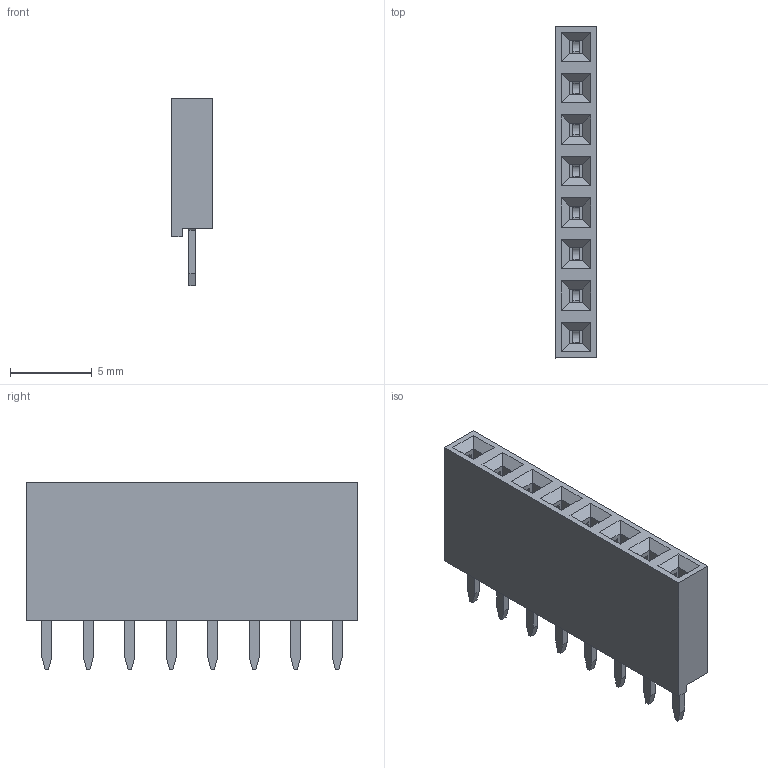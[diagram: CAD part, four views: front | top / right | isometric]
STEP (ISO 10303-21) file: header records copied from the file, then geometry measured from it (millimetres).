
FILE_DESCRIPTION(/* description */ ('Open CASCADE Model'),/* implementation_level */ '2;1');
FILE_NAME(/* name */ 'PBD-8-one.stp',/* time_stamp */ '2025-12-02T16:59:34+03:00',/* author */ ('katya_notebook'),/* organization */ ('Open CASCADE'),/* preprocessor_version */ 'ST-DEVELOPER v20',/* originating_system */ 'Autodesk Inventor 2024',/* authorisation */ 'Unknown');
FILE_SCHEMA (('AUTOMOTIVE_DESIGN { 1 0 10303 214 3 1 1 }'));
Length unit declared in the file: millimetre
Products named in the file (3): PCB; D5; PBD-42
Assembly tree (2 placements, depth 3):
  PCB
    D5
      PBD-42
Bounding box: 2.52 x 20.32 x 11.5 mm (x, y, z)
Volume: 381.4 mm3; surface area: 837.7 mm2
Topology: 1 solids, 1 shells, 440 faces, 1202 edges, 748 vertices
Faces by surface type: plane 384, cylinder 56
Entity records: 14187 total; most frequent: ORIENTED_EDGE 2404, CARTESIAN_POINT 2396, DIRECTION 2238, EDGE_CURVE 1202, LINE 1058, VECTOR 1058, VERTEX_POINT 748, AXIS2_PLACEMENT_3D 590
